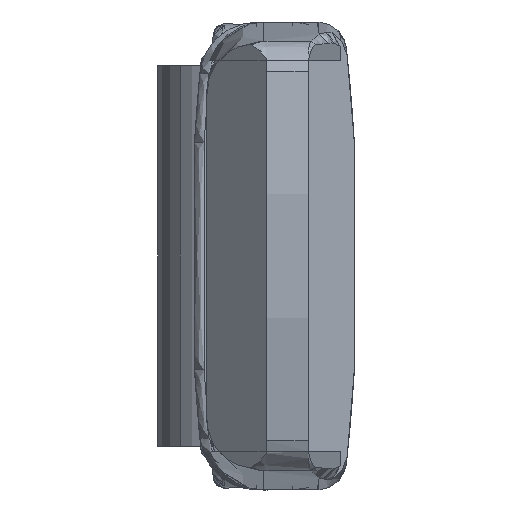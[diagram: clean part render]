
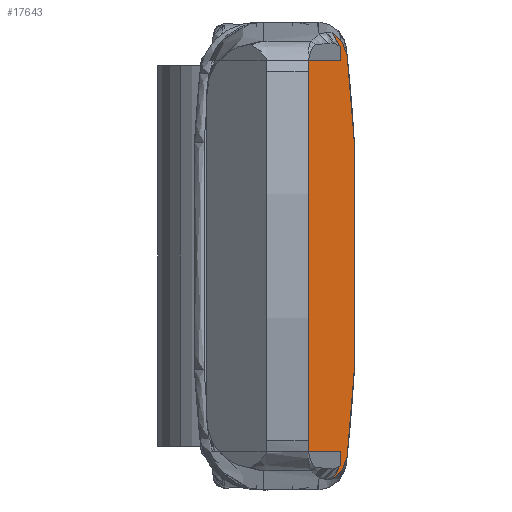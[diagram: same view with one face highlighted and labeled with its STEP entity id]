
A CAD part, left-side view. The second image highlights one B-rep face of the part: STEP entity #17643.
In plain terms, the highlighted free-form (B-spline) face has degree [1, 1] with [2, 2] control points.
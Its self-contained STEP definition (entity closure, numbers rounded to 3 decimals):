
#15603=CARTESIAN_POINT('',(-1036.212,-4.144,10.25));
#15604=VERTEX_POINT('',#15603);
#15605=CARTESIAN_POINT('',(-1036.212,-1.494,10.25));
#15606=VERTEX_POINT('',#15605);
#15607=CARTESIAN_POINT('',(-1036.212,-4.144,10.25));
#15608=CARTESIAN_POINT('',(-1036.212,-1.494,10.25));
#15609=QUASI_UNIFORM_CURVE('',1,(#15607,#15608),.UNSPECIFIED.,.F.,.U.);
#15610=EDGE_CURVE('',#15604,#15606,#15609,.T.);
#15671=CARTESIAN_POINT('',(-1036.212,-4.144,-10.25));
#15672=VERTEX_POINT('',#15671);
#15678=CARTESIAN_POINT('',(-1036.212,-1.494,-10.25));
#15679=VERTEX_POINT('',#15678);
#15680=CARTESIAN_POINT('',(-1036.212,-4.144,-10.25));
#15681=CARTESIAN_POINT('',(-1036.212,-1.494,-10.25));
#15682=QUASI_UNIFORM_CURVE('',1,(#15680,#15681),.UNSPECIFIED.,.F.,.U.);
#15683=EDGE_CURVE('',#15672,#15679,#15682,.T.);
#16041=CARTESIAN_POINT('',(-1036.212,-1.494,-10.25));
#16042=CARTESIAN_POINT('',(-1036.212,-1.494,10.25));
#16043=QUASI_UNIFORM_CURVE('',1,(#16041,#16042),.UNSPECIFIED.,.F.,.U.);
#16044=EDGE_CURVE('',#15679,#15606,#16043,.T.);
#17526=CARTESIAN_POINT('',(-1036.212,-5.064,12.9));
#17527=CARTESIAN_POINT('',(-1036.212,-5.064,-12.9));
#17528=CARTESIAN_POINT('',(-1036.212,-1.324,12.9));
#17529=CARTESIAN_POINT('',(-1036.212,-1.324,-12.9));
#17530=B_SPLINE_SURFACE_WITH_KNOTS('',1,1,((#17526,#17528),(#17527,#17529)),.UNSPECIFIED.,.F.,.F.,.U.,(2,2),(2,2),(0.0,25.801),(0.0,3.74),.UNSPECIFIED.);
#17531=ORIENTED_EDGE('',*,*,#15683,.F.);
#17532=CARTESIAN_POINT('',(-1036.212,-4.144,-11.024));
#17533=VERTEX_POINT('',#17532);
#17534=CARTESIAN_POINT('',(-1036.212,-4.144,-10.25));
#17535=CARTESIAN_POINT('',(-1036.212,-4.144,-11.024));
#17536=QUASI_UNIFORM_CURVE('',1,(#17534,#17535),.UNSPECIFIED.,.F.,.U.);
#17537=EDGE_CURVE('',#15672,#17533,#17536,.T.);
#17538=ORIENTED_EDGE('',*,*,#17537,.T.);
#17539=CARTESIAN_POINT('',(-1036.212,-3.721,-11.729));
#17540=VERTEX_POINT('',#17539);
#17541=CARTESIAN_POINT('',(-1036.212,-4.144,-11.024));
#17542=CARTESIAN_POINT('',(-1036.212,-4.147,-11.313));
#17543=CARTESIAN_POINT('',(-1036.212,-3.978,-11.596));
#17544=CARTESIAN_POINT('',(-1036.212,-3.721,-11.729));
#17545=B_SPLINE_CURVE_WITH_KNOTS('',3,(#17541,#17542,#17543,#17544),.UNSPECIFIED.,.F.,.U.,(4,4),(0.,0.865),.UNSPECIFIED.);
#17546=EDGE_CURVE('',#17533,#17540,#17545,.T.);
#17547=ORIENTED_EDGE('',*,*,#17546,.T.);
#17548=CARTESIAN_POINT('',(-1036.212,-4.515,-10.554));
#17549=VERTEX_POINT('',#17548);
#17550=CARTESIAN_POINT('',(-1036.212,-3.721,-11.729));
#17551=CARTESIAN_POINT('',(-1036.212,-3.83,-11.671));
#17552=CARTESIAN_POINT('',(-1036.212,-3.93,-11.601));
#17553=CARTESIAN_POINT('',(-1036.212,-4.067,-11.478));
#17554=CARTESIAN_POINT('',(-1036.212,-4.11,-11.435));
#17555=CARTESIAN_POINT('',(-1036.212,-4.192,-11.341));
#17556=CARTESIAN_POINT('',(-1036.212,-4.267,-11.243));
#17557=CARTESIAN_POINT('',(-1036.212,-4.329,-11.138));
#17558=CARTESIAN_POINT('',(-1036.212,-4.371,-11.056));
#17559=CARTESIAN_POINT('',(-1036.212,-4.384,-11.028));
#17560=CARTESIAN_POINT('',(-1036.212,-4.409,-10.971));
#17561=CARTESIAN_POINT('',(-1036.212,-4.421,-10.943));
#17562=CARTESIAN_POINT('',(-1036.212,-4.474,-10.797));
#17563=CARTESIAN_POINT('',(-1036.212,-4.501,-10.678));
#17564=CARTESIAN_POINT('',(-1036.212,-4.515,-10.554));
#17565=B_SPLINE_CURVE_WITH_KNOTS('',3,(#17550,#17551,#17552,#17553,#17554,#17555,#17556,#17557,#17558,#17559,#17560,#17561,#17562,#17563,#17564),.UNSPECIFIED.,.F.,.U.,(4,2,2,1,2,2,2,4),(0.0,0.25,0.375,0.5,0.625,0.688,0.75,1.0),.UNSPECIFIED.);
#17566=EDGE_CURVE('',#17540,#17549,#17565,.T.);
#17567=ORIENTED_EDGE('',*,*,#17566,.T.);
#17568=CARTESIAN_POINT('',(-1036.212,-4.894,-5.978));
#17569=VERTEX_POINT('',#17568);
#17570=CARTESIAN_POINT('',(-1036.212,-4.515,-10.554));
#17571=CARTESIAN_POINT('',(-1036.212,-4.757,-8.271));
#17572=CARTESIAN_POINT('',(-1036.212,-4.894,-5.978));
#17580=(BOUNDED_CURVE()B_SPLINE_CURVE(2,(#17570,#17571,#17572),.UNSPECIFIED.,.F.,.U.)CURVE()GEOMETRIC_REPRESENTATION_ITEM()QUASI_UNIFORM_CURVE()RATIONAL_B_SPLINE_CURVE((1.0,1.,1.0))REPRESENTATION_ITEM(''));
#17581=EDGE_CURVE('',#17549,#17569,#17580,.T.);
#17582=ORIENTED_EDGE('',*,*,#17581,.T.);
#17583=CARTESIAN_POINT('',(-1036.212,-4.894,5.978));
#17584=VERTEX_POINT('',#17583);
#17585=CARTESIAN_POINT('',(-1036.212,-4.894,5.978));
#17586=CARTESIAN_POINT('',(-1036.212,-4.894,-5.978));
#17587=QUASI_UNIFORM_CURVE('',1,(#17585,#17586),.UNSPECIFIED.,.F.,.U.);
#17588=EDGE_CURVE('',#17584,#17569,#17587,.T.);
#17589=ORIENTED_EDGE('',*,*,#17588,.F.);
#17590=CARTESIAN_POINT('',(-1036.212,-4.515,10.554));
#17591=VERTEX_POINT('',#17590);
#17592=CARTESIAN_POINT('',(-1036.212,-4.894,5.978));
#17593=CARTESIAN_POINT('',(-1036.212,-4.757,8.271));
#17594=CARTESIAN_POINT('',(-1036.212,-4.515,10.554));
#17602=(BOUNDED_CURVE()B_SPLINE_CURVE(2,(#17592,#17593,#17594),.UNSPECIFIED.,.F.,.U.)CURVE()GEOMETRIC_REPRESENTATION_ITEM()QUASI_UNIFORM_CURVE()RATIONAL_B_SPLINE_CURVE((1.0,1.,1.0))REPRESENTATION_ITEM(''));
#17603=EDGE_CURVE('',#17584,#17591,#17602,.T.);
#17604=ORIENTED_EDGE('',*,*,#17603,.T.);
#17605=CARTESIAN_POINT('',(-1036.212,-3.721,11.729));
#17606=VERTEX_POINT('',#17605);
#17607=CARTESIAN_POINT('',(-1036.212,-4.515,10.554));
#17608=CARTESIAN_POINT('',(-1036.212,-4.501,10.678));
#17609=CARTESIAN_POINT('',(-1036.212,-4.474,10.797));
#17610=CARTESIAN_POINT('',(-1036.212,-4.421,10.941));
#17611=CARTESIAN_POINT('',(-1036.212,-4.41,10.97));
#17612=CARTESIAN_POINT('',(-1036.212,-4.385,11.026));
#17613=CARTESIAN_POINT('',(-1036.212,-4.372,11.055));
#17614=CARTESIAN_POINT('',(-1036.212,-4.329,11.137));
#17615=CARTESIAN_POINT('',(-1036.212,-4.267,11.243));
#17616=CARTESIAN_POINT('',(-1036.212,-4.192,11.341));
#17617=CARTESIAN_POINT('',(-1036.212,-4.11,11.435));
#17618=CARTESIAN_POINT('',(-1036.212,-4.067,11.478));
#17619=CARTESIAN_POINT('',(-1036.212,-3.93,11.601));
#17620=CARTESIAN_POINT('',(-1036.212,-3.83,11.671));
#17621=CARTESIAN_POINT('',(-1036.212,-3.721,11.729));
#17622=B_SPLINE_CURVE_WITH_KNOTS('',3,(#17607,#17608,#17609,#17610,#17611,#17612,#17613,#17614,#17615,#17616,#17617,#17618,#17619,#17620,#17621),.UNSPECIFIED.,.F.,.U.,(4,2,2,2,1,2,2,4),(0.0,0.25,0.313,0.375,0.5,0.625,0.75,1.0),.UNSPECIFIED.);
#17623=EDGE_CURVE('',#17591,#17606,#17622,.T.);
#17624=ORIENTED_EDGE('',*,*,#17623,.T.);
#17625=CARTESIAN_POINT('',(-1036.212,-4.144,11.024));
#17626=VERTEX_POINT('',#17625);
#17627=CARTESIAN_POINT('',(-1036.212,-3.721,11.729));
#17628=CARTESIAN_POINT('',(-1036.212,-3.978,11.596));
#17629=CARTESIAN_POINT('',(-1036.212,-4.147,11.312));
#17630=CARTESIAN_POINT('',(-1036.212,-4.144,11.024));
#17631=B_SPLINE_CURVE_WITH_KNOTS('',3,(#17627,#17628,#17629,#17630),.UNSPECIFIED.,.F.,.U.,(4,4),(0.,0.865),.UNSPECIFIED.);
#17632=EDGE_CURVE('',#17606,#17626,#17631,.T.);
#17633=ORIENTED_EDGE('',*,*,#17632,.T.);
#17634=CARTESIAN_POINT('',(-1036.212,-4.144,11.024));
#17635=CARTESIAN_POINT('',(-1036.212,-4.144,10.25));
#17636=QUASI_UNIFORM_CURVE('',1,(#17634,#17635),.UNSPECIFIED.,.F.,.U.);
#17637=EDGE_CURVE('',#17626,#15604,#17636,.T.);
#17638=ORIENTED_EDGE('',*,*,#17637,.T.);
#17639=ORIENTED_EDGE('',*,*,#15610,.T.);
#17640=ORIENTED_EDGE('',*,*,#16044,.F.);
#17641=EDGE_LOOP('',(#17531,#17538,#17547,#17567,#17582,#17589,#17604,#17624,#17633,#17638,#17639,#17640));
#17642=FACE_OUTER_BOUND('',#17641,.T.);
#17643=ADVANCED_FACE('',(#17642),#17530,.F.);
